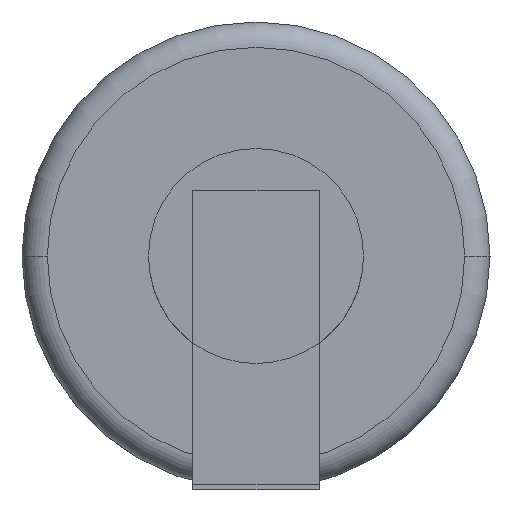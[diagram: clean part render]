
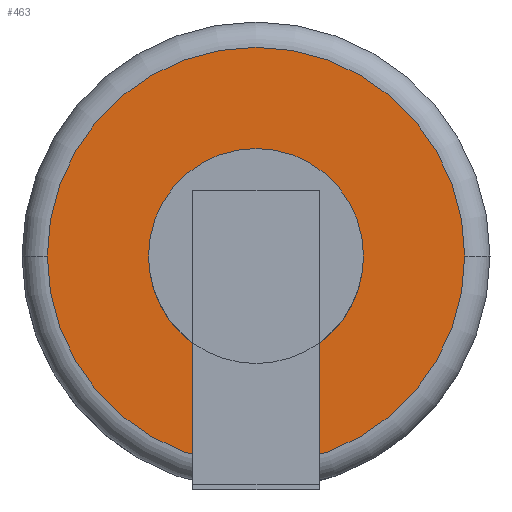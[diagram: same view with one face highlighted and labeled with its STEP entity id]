
A CAD part, left-side view. The second image highlights one B-rep face of the part: STEP entity #463.
In plain terms, the highlighted planar face has unit normal (-1, 0, 0).
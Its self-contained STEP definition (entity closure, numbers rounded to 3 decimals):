
#65 = VERTEX_POINT('',#66);
#66 = CARTESIAN_POINT('',(-32.35,-8.25,9.25));
#73 = EDGE_CURVE('',#74,#65,#76,.T.);
#74 = VERTEX_POINT('',#75);
#75 = CARTESIAN_POINT('',(-32.35,8.25,9.25));
#76 = CIRCLE('',#77,8.25);
#77 = AXIS2_PLACEMENT_3D('',#78,#79,#80);
#78 = CARTESIAN_POINT('',(-32.35,0.,9.25));
#79 = DIRECTION('',(-1.,0.,0.));
#80 = DIRECTION('',(0.,1.,0.));
#97 = EDGE_CURVE('',#98,#100,#102,.T.);
#98 = VERTEX_POINT('',#99);
#99 = CARTESIAN_POINT('',(-32.35,4.25,9.25));
#100 = VERTEX_POINT('',#101);
#101 = CARTESIAN_POINT('',(-32.35,-4.25,9.25));
#102 = CIRCLE('',#103,4.25);
#103 = AXIS2_PLACEMENT_3D('',#104,#105,#106);
#104 = CARTESIAN_POINT('',(-32.35,0.,9.25));
#105 = DIRECTION('',(-1.,0.,0.));
#106 = DIRECTION('',(0.,1.,0.));
#450 = EDGE_CURVE('',#100,#98,#451,.T.);
#451 = CIRCLE('',#452,4.25);
#452 = AXIS2_PLACEMENT_3D('',#453,#454,#455);
#453 = CARTESIAN_POINT('',(-32.35,0.,9.25));
#454 = DIRECTION('',(-1.,0.,0.));
#455 = DIRECTION('',(0.,1.,0.));
#463 = ADVANCED_FACE('',(#464,#474),#478,.T.);
#464 = FACE_BOUND('',#465,.T.);
#465 = EDGE_LOOP('',(#466,#467));
#466 = ORIENTED_EDGE('',*,*,#73,.T.);
#467 = ORIENTED_EDGE('',*,*,#468,.T.);
#468 = EDGE_CURVE('',#65,#74,#469,.T.);
#469 = CIRCLE('',#470,8.25);
#470 = AXIS2_PLACEMENT_3D('',#471,#472,#473);
#471 = CARTESIAN_POINT('',(-32.35,0.,9.25));
#472 = DIRECTION('',(-1.,0.,0.));
#473 = DIRECTION('',(0.,1.,0.));
#474 = FACE_BOUND('',#475,.T.);
#475 = EDGE_LOOP('',(#476,#477));
#476 = ORIENTED_EDGE('',*,*,#97,.F.);
#477 = ORIENTED_EDGE('',*,*,#450,.F.);
#478 = PLANE('',#479);
#479 = AXIS2_PLACEMENT_3D('',#480,#481,#482);
#480 = CARTESIAN_POINT('',(-32.35,4.25,9.25));
#481 = DIRECTION('',(-1.,0.,0.));
#482 = DIRECTION('',(0.,1.,0.));
